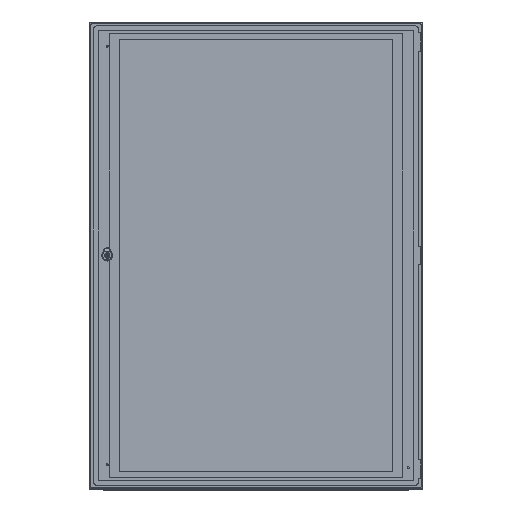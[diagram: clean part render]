
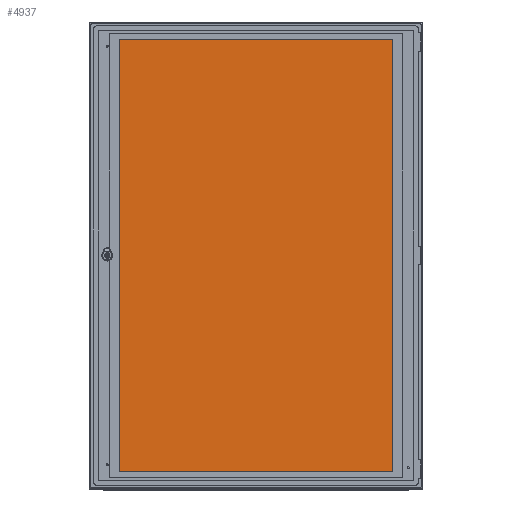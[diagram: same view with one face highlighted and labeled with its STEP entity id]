
A CAD part, top view. The second image highlights one B-rep face of the part: STEP entity #4937.
In plain terms, the highlighted face is planar.
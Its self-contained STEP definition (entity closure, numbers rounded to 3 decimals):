
#4937=ADVANCED_FACE('',(#5998),#5294,.F.);
#5294=PLANE('',#18018);
#5998=FACE_OUTER_BOUND('',#7090,.T.);
#7090=EDGE_LOOP('',(#11157,#11158,#11159,#11160));
#11157=ORIENTED_EDGE('',*,*,#14527,.F.);
#11158=ORIENTED_EDGE('',*,*,#14537,.F.);
#11159=ORIENTED_EDGE('',*,*,#14534,.F.);
#11160=ORIENTED_EDGE('',*,*,#14531,.F.);
#12496=VERTEX_POINT('',#31811);
#12497=VERTEX_POINT('',#31812);
#12500=VERTEX_POINT('',#31820);
#12502=VERTEX_POINT('',#31826);
#14527=EDGE_CURVE('',#12496,#12497,#15517,.T.);
#14531=EDGE_CURVE('',#12497,#12500,#15521,.T.);
#14534=EDGE_CURVE('',#12500,#12502,#15524,.T.);
#14537=EDGE_CURVE('',#12502,#12496,#15527,.T.);
#15517=LINE('',#31810,#16507);
#15521=LINE('',#31819,#16511);
#15524=LINE('',#31825,#16514);
#15527=LINE('',#31831,#16517);
#16507=VECTOR('',#21992,1.);
#16511=VECTOR('',#21998,1.);
#16514=VECTOR('',#22003,1.);
#16517=VECTOR('',#22008,1.);
#18018=AXIS2_PLACEMENT_3D('',#31835,#22014,#22015);
#21992=DIRECTION('',(0.,-1.,0.));
#21998=DIRECTION('',(1.,0.,0.));
#22003=DIRECTION('',(0.,1.,0.));
#22008=DIRECTION('',(-1.,0.,0.));
#22014=DIRECTION('',(0.,0.,1.));
#22015=DIRECTION('',(1.,0.,0.));
#31810=CARTESIAN_POINT('',(-440.2,664.2,0.));
#31811=CARTESIAN_POINT('',(-440.2,664.2,0.));
#31812=CARTESIAN_POINT('',(-440.2,-664.2,0.));
#31819=CARTESIAN_POINT('',(-440.2,-664.2,0.));
#31820=CARTESIAN_POINT('',(440.2,-664.2,0.));
#31825=CARTESIAN_POINT('',(440.2,-664.2,0.));
#31826=CARTESIAN_POINT('',(440.2,664.2,0.));
#31831=CARTESIAN_POINT('',(440.2,664.2,0.));
#31835=CARTESIAN_POINT('',(0.,0.,0.));
